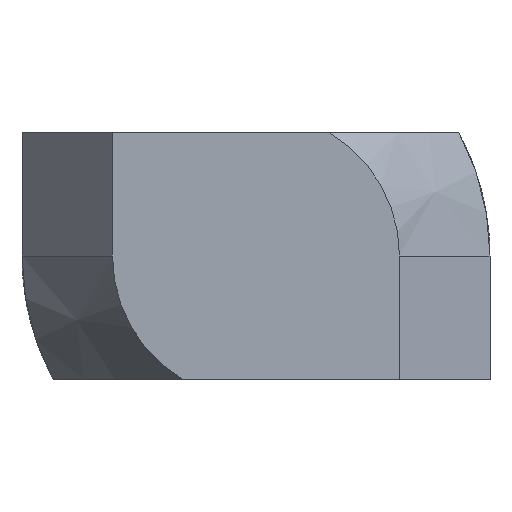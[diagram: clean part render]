
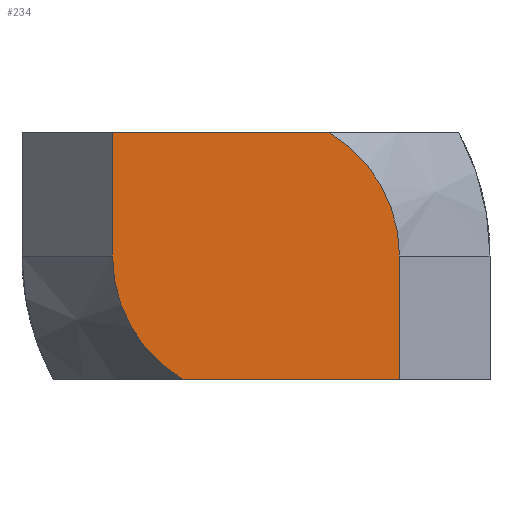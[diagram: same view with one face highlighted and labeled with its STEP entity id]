
A CAD part, front view. The second image highlights one B-rep face of the part: STEP entity #234.
In plain terms, the highlighted planar face has unit normal (0, -1, 0).
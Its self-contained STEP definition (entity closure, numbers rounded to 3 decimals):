
#73 = CARTESIAN_POINT ( 'NONE',  ( -2.357, -2.5, -3.95 ) ) ;
#95 = AXIS2_PLACEMENT_3D ( 'NONE', #311, #175, #443 ) ;
#108 = CARTESIAN_POINT ( 'NONE',  ( -4.6, -2.5, 0. ) ) ;
#158 = FACE_OUTER_BOUND ( 'NONE', #1395, .T. ) ;
#175 = DIRECTION ( 'NONE',  ( 0., -1., 0. ) ) ;
#182 = EDGE_CURVE ( 'NONE', #191, #1473, #949, .T. ) ;
#191 = VERTEX_POINT ( 'NONE', #73 ) ;
#197 = PLANE ( 'NONE',  #618 ) ;
#202 = EDGE_CURVE ( 'NONE', #951, #515, #846, .T. ) ;
#225 = DIRECTION ( 'NONE',  ( 0., 0., -1. ) ) ;
#234 = ADVANCED_FACE ( 'NONE', ( #158 ), #197, .F. ) ;
#245 = DIRECTION ( 'NONE',  ( 0., 0., 1. ) ) ;
#248 = CARTESIAN_POINT ( 'NONE',  ( 2.357, -2.5, 3.95 ) ) ;
#250 = CIRCLE ( 'NONE', #95, 4.6 ) ;
#270 = CARTESIAN_POINT ( 'NONE',  ( 0., -2.5, 0. ) ) ;
#304 = CARTESIAN_POINT ( 'NONE',  ( 4.6, -2.5, -3.95 ) ) ;
#311 = CARTESIAN_POINT ( 'NONE',  ( 0., -2.5, 0. ) ) ;
#317 = ORIENTED_EDGE ( 'NONE', *, *, #202, .T. ) ;
#344 = VECTOR ( 'NONE', #1060, 1000. ) ;
#380 = EDGE_CURVE ( 'NONE', #515, #191, #250, .T. ) ;
#433 = DIRECTION ( 'NONE',  ( 0., 0., -1. ) ) ;
#443 = DIRECTION ( 'NONE',  ( 0., 0., 1. ) ) ;
#515 = VERTEX_POINT ( 'NONE', #108 ) ;
#526 = VECTOR ( 'NONE', #433, 1000. ) ;
#557 = CARTESIAN_POINT ( 'NONE',  ( -4.6, -2.5, 3.95 ) ) ;
#569 = DIRECTION ( 'NONE',  ( 0., 0., 1. ) ) ;
#577 = CARTESIAN_POINT ( 'NONE',  ( 4.6, -2.5, -3.95 ) ) ;
#618 = AXIS2_PLACEMENT_3D ( 'NONE', #800, #1517, #569 ) ;
#627 = CARTESIAN_POINT ( 'NONE',  ( 4.6, -2.5, 0. ) ) ;
#646 = AXIS2_PLACEMENT_3D ( 'NONE', #270, #952, #245 ) ;
#681 = ORIENTED_EDGE ( 'NONE', *, *, #1019, .F. ) ;
#800 = CARTESIAN_POINT ( 'NONE',  ( 4.6, -2.5, 3.95 ) ) ;
#846 = LINE ( 'NONE', #557, #526 ) ;
#866 = LINE ( 'NONE', #1069, #1187 ) ;
#867 = ORIENTED_EDGE ( 'NONE', *, *, #380, .T. ) ;
#890 = ORIENTED_EDGE ( 'NONE', *, *, #1337, .F. ) ;
#918 = VERTEX_POINT ( 'NONE', #248 ) ;
#949 = LINE ( 'NONE', #577, #344 ) ;
#951 = VERTEX_POINT ( 'NONE', #973 ) ;
#952 = DIRECTION ( 'NONE',  ( 0., 1., 0. ) ) ;
#973 = CARTESIAN_POINT ( 'NONE',  ( -4.6, -2.5, 3.95 ) ) ;
#974 = CIRCLE ( 'NONE', #646, 4.6 ) ;
#978 = VECTOR ( 'NONE', #1562, 1000. ) ;
#1019 = EDGE_CURVE ( 'NONE', #918, #1115, #974, .T. ) ;
#1060 = DIRECTION ( 'NONE',  ( 1., 0., 0. ) ) ;
#1069 = CARTESIAN_POINT ( 'NONE',  ( 4.6, -2.5, 3.95 ) ) ;
#1115 = VERTEX_POINT ( 'NONE', #627 ) ;
#1157 = ORIENTED_EDGE ( 'NONE', *, *, #182, .T. ) ;
#1187 = VECTOR ( 'NONE', #225, 1000. ) ;
#1213 = ORIENTED_EDGE ( 'NONE', *, *, #1265, .F. ) ;
#1265 = EDGE_CURVE ( 'NONE', #951, #918, #1409, .T. ) ;
#1337 = EDGE_CURVE ( 'NONE', #1115, #1473, #866, .T. ) ;
#1395 = EDGE_LOOP ( 'NONE', ( #317, #867, #1157, #890, #681, #1213 ) ) ;
#1409 = LINE ( 'NONE', #1419, #978 ) ;
#1419 = CARTESIAN_POINT ( 'NONE',  ( 4.6, -2.5, 3.95 ) ) ;
#1473 = VERTEX_POINT ( 'NONE', #304 ) ;
#1517 = DIRECTION ( 'NONE',  ( 0., 1., 0. ) ) ;
#1562 = DIRECTION ( 'NONE',  ( 1., 0., 0. ) ) ;
